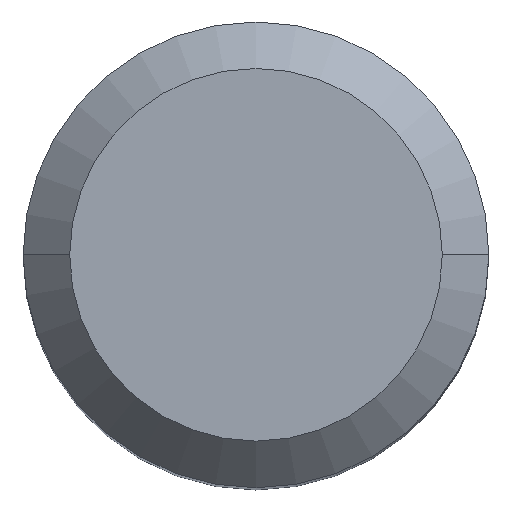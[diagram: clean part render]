
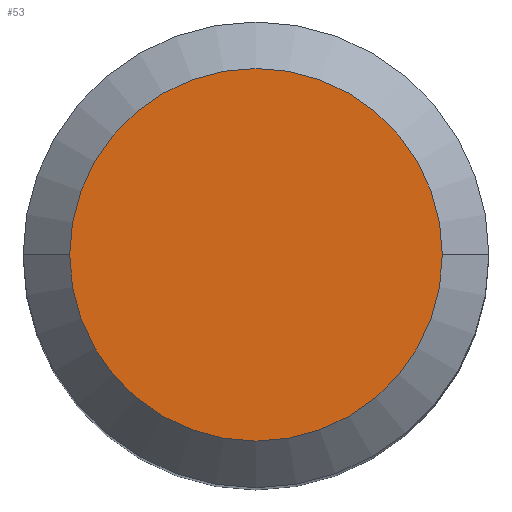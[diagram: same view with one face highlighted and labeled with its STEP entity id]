
A CAD part, top view. The second image highlights one B-rep face of the part: STEP entity #53.
In plain terms, the highlighted planar face has unit normal (0, 0, 1).
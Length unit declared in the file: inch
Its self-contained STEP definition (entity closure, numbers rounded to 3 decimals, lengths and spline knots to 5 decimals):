
#3 = ORIENTED_EDGE ( 'NONE', *, *, #294, .T. ) ;
#15 = CARTESIAN_POINT ( 'NONE',  ( 0., 0., 0. ) ) ;
#41 = EDGE_CURVE ( 'NONE', #254, #219, #194, .T. ) ;
#53 = ADVANCED_FACE ( 'NONE', ( #295 ), #377, .F. ) ;
#85 = CARTESIAN_POINT ( 'NONE',  ( 0., 0., 0. ) ) ;
#109 = DIRECTION ( 'NONE',  ( 0., 0., -1. ) ) ;
#112 = CIRCLE ( 'NONE', #214, 0.18896 ) ;
#139 = DIRECTION ( 'NONE',  ( 1., 0., 0. ) ) ;
#166 = EDGE_LOOP ( 'NONE', ( #412, #3 ) ) ;
#194 = CIRCLE ( 'NONE', #498, 0.18896 ) ;
#214 = AXIS2_PLACEMENT_3D ( 'NONE', #85, #482, #321 ) ;
#219 = VERTEX_POINT ( 'NONE', #227 ) ;
#222 = CARTESIAN_POINT ( 'NONE',  ( -0.18896, 0., 0. ) ) ;
#227 = CARTESIAN_POINT ( 'NONE',  ( 0.18896, 0., 0. ) ) ;
#254 = VERTEX_POINT ( 'NONE', #222 ) ;
#294 = EDGE_CURVE ( 'NONE', #219, #254, #112, .T. ) ;
#295 = FACE_OUTER_BOUND ( 'NONE', #166, .T. ) ;
#302 = AXIS2_PLACEMENT_3D ( 'NONE', #340, #109, #358 ) ;
#321 = DIRECTION ( 'NONE',  ( 1., 0., 0. ) ) ;
#340 = CARTESIAN_POINT ( 'NONE',  ( 0., 0., 0. ) ) ;
#358 = DIRECTION ( 'NONE',  ( -1., 0., 0. ) ) ;
#377 = PLANE ( 'NONE',  #302 ) ;
#412 = ORIENTED_EDGE ( 'NONE', *, *, #41, .T. ) ;
#482 = DIRECTION ( 'NONE',  ( 0., 0., 1. ) ) ;
#498 = AXIS2_PLACEMENT_3D ( 'NONE', #15, #500, #139 ) ;
#500 = DIRECTION ( 'NONE',  ( 0., 0., 1. ) ) ;
